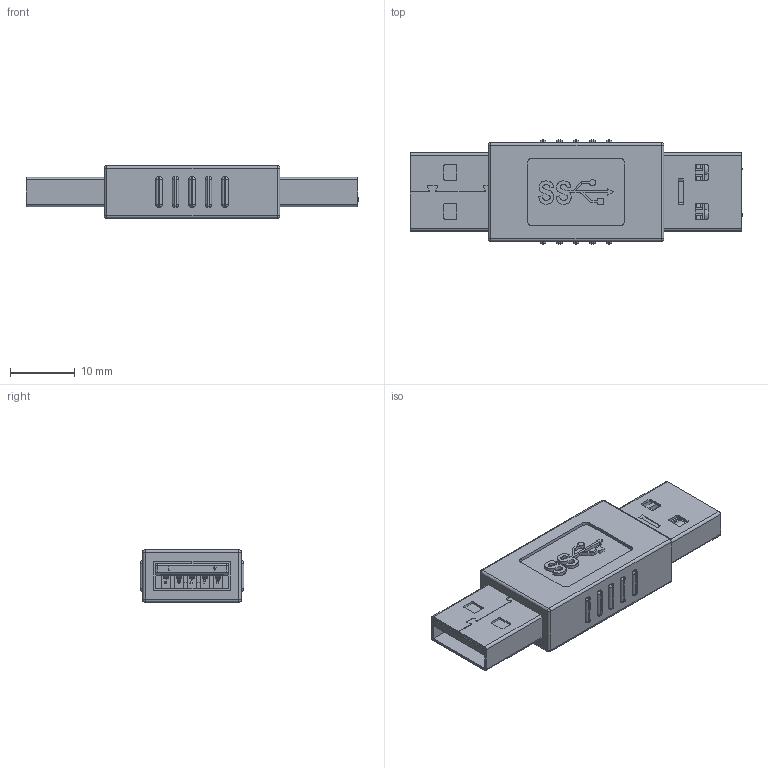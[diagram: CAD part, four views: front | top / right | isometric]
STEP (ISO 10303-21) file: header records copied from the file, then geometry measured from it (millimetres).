
FILE_DESCRIPTION (( 'STEP AP203' ), '1' );
FILE_NAME ('UAD037MM.STEP', '2013-04-25T13:43:23', ( 'x' ), ( '' ), 'SwSTEP 2.0', 'SolidWorks 2012', '' );
FILE_SCHEMA (( 'CONFIG_CONTROL_DESIGN' ));
Length unit declared in the file: millimetre
Products named in the file (5): UAD037MM; 3AB06-055; 3AB06-055-MA2; 3AB06-055-MA1
Assembly tree (5 placements, depth 3):
  UAD037MM
    UAD037MM
    3AB06-055  x2
      3AB06-055-MA1
      3AB06-055-MA2
Bounding box: 51.1 x 16 x 8.1 mm (x, y, z)
Volume: 4338.6 mm3; surface area: 5739.5 mm2
Topology: 33 solids, 33 shells, 2295 faces, 5957 edges, 3878 vertices
Faces by surface type: plane 1804, cylinder 291, bspline 140, sphere 52, torus 8
Entity records: 44775 total; most frequent: CARTESIAN_POINT 12821, ORIENTED_EDGE 6688, DIRECTION 5982, EDGE_CURVE 3344, LINE 2740, VECTOR 2740, VERTEX_POINT 2176, AXIS2_PLACEMENT_3D 1621
